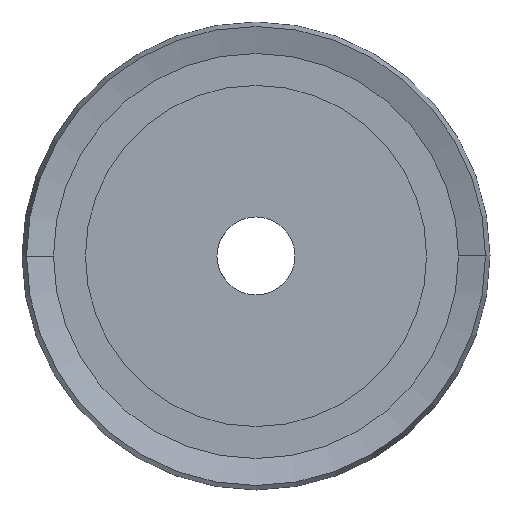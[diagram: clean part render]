
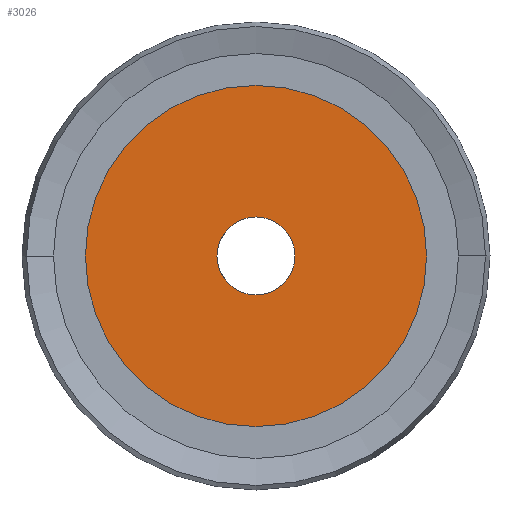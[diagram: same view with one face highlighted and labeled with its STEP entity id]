
A CAD part, left-side view. The second image highlights one B-rep face of the part: STEP entity #3026.
In plain terms, the highlighted planar face has unit normal (-1, 0, 0).
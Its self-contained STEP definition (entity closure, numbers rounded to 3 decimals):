
#2400 = EDGE_CURVE( '', #2992, #2762, #5774, .T. );
#2502 = EDGE_CURVE( '', #3644, #3194, #5883, .T. );
#2762 = VERTEX_POINT( '', #6176 );
#2888 = EDGE_CURVE( '', #2762, #2992, #6315, .T. );
#2992 = VERTEX_POINT( '', #6429 );
#3026 = ADVANCED_FACE( '', ( #6467, #6468 ), #6469, .T. );
#3194 = VERTEX_POINT( '', #6649 );
#3644 = VERTEX_POINT( '', #7142 );
#4832 = EDGE_CURVE( '', #3194, #3644, #8429, .T. );
#5774 = CIRCLE( '', #9727, 17.5 );
#5883 = CIRCLE( '', #9889, 4. );
#6176 = CARTESIAN_POINT( '', ( 0., -17.5, 0. ) );
#6315 = CIRCLE( '', #10485, 17.5 );
#6429 = CARTESIAN_POINT( '', ( 0., 17.5, 0. ) );
#6467 = FACE_BOUND( '', #10691, .T. );
#6468 = FACE_OUTER_BOUND( '', #10692, .T. );
#6469 = PLANE( '', #10693 );
#6649 = CARTESIAN_POINT( '', ( 0., 4., 0. ) );
#7142 = CARTESIAN_POINT( '', ( 0., -4., 0. ) );
#8429 = CIRCLE( '', #13591, 4. );
#9727 = AXIS2_PLACEMENT_3D( '', #14870, #14871, #14872 );
#9889 = AXIS2_PLACEMENT_3D( '', #14981, #14982, #14983 );
#10485 = AXIS2_PLACEMENT_3D( '', #15707, #15708, #15709 );
#10691 = EDGE_LOOP( '', ( #15865, #15866 ) );
#10692 = EDGE_LOOP( '', ( #15867, #15868 ) );
#10693 = AXIS2_PLACEMENT_3D( '', #15869, #15870, #15871 );
#13591 = AXIS2_PLACEMENT_3D( '', #18015, #18016, #18017 );
#14870 = CARTESIAN_POINT( '', ( 0., 0., 0. ) );
#14871 = DIRECTION( '', ( -1., 0., 0. ) );
#14872 = DIRECTION( '', ( 0., 1., 0. ) );
#14981 = CARTESIAN_POINT( '', ( 0., 0., 0. ) );
#14982 = DIRECTION( '', ( -1., 0., 0. ) );
#14983 = DIRECTION( '', ( 0., 1., 0. ) );
#15707 = CARTESIAN_POINT( '', ( 0., 0., 0. ) );
#15708 = DIRECTION( '', ( -1., 0., 0. ) );
#15709 = DIRECTION( '', ( 0., 1., 0. ) );
#15865 = ORIENTED_EDGE( '', *, *, #4832, .F. );
#15866 = ORIENTED_EDGE( '', *, *, #2502, .F. );
#15867 = ORIENTED_EDGE( '', *, *, #2400, .T. );
#15868 = ORIENTED_EDGE( '', *, *, #2888, .T. );
#15869 = CARTESIAN_POINT( '', ( 0., 10.75, 0. ) );
#15870 = DIRECTION( '', ( -1., 0., 0. ) );
#15871 = DIRECTION( '', ( 0., 1., 0. ) );
#18015 = CARTESIAN_POINT( '', ( 0., 0., 0. ) );
#18016 = DIRECTION( '', ( -1., 0., 0. ) );
#18017 = DIRECTION( '', ( 0., 1., 0. ) );
